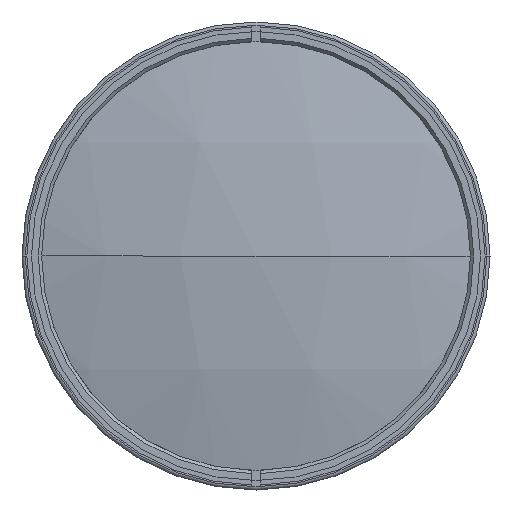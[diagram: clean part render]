
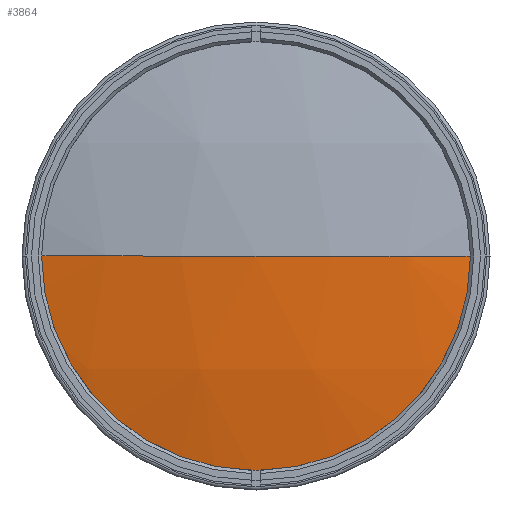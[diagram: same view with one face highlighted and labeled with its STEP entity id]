
A CAD part, left-side view. The second image highlights one B-rep face of the part: STEP entity #3864.
In plain terms, the highlighted spherical face has radius 300.64 mm.
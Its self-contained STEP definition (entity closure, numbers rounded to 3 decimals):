
#166 = CARTESIAN_POINT ( 'NONE',  ( 22.64, 0., 0. ) ) ;
#308 = SPHERICAL_SURFACE ( 'NONE', #3972, 300.64 ) ;
#458 = EDGE_CURVE ( 'NONE', #3212, #1643, #2967, .T. ) ;
#676 = EDGE_CURVE ( 'NONE', #2643, #3212, #2899, .T. ) ;
#790 = AXIS2_PLACEMENT_3D ( 'NONE', #4071, #1088, #2430 ) ;
#929 = FACE_OUTER_BOUND ( 'NONE', #1763, .T. ) ;
#1088 = DIRECTION ( 'NONE',  ( 0., 0., -1. ) ) ;
#1127 = ORIENTED_EDGE ( 'NONE', *, *, #458, .T. ) ;
#1643 = VERTEX_POINT ( 'NONE', #3075 ) ;
#1678 = DIRECTION ( 'NONE',  ( 0., 0., -1. ) ) ;
#1763 = EDGE_LOOP ( 'NONE', ( #2445, #1127, #3684 ) ) ;
#2276 = DIRECTION ( 'NONE',  ( 0., 1., 0. ) ) ;
#2310 = DIRECTION ( 'NONE',  ( -1., 0., 0. ) ) ;
#2327 = DIRECTION ( 'NONE',  ( 0., 0., 1. ) ) ;
#2430 = DIRECTION ( 'NONE',  ( 0., 1., 0. ) ) ;
#2445 = ORIENTED_EDGE ( 'NONE', *, *, #676, .T. ) ;
#2643 = VERTEX_POINT ( 'NONE', #2802 ) ;
#2802 = CARTESIAN_POINT ( 'NONE',  ( -270.092, 68.5, 0. ) ) ;
#2899 = CIRCLE ( 'NONE', #3583, 68.5 ) ;
#2967 = CIRCLE ( 'NONE', #790, 300.64 ) ;
#2993 = AXIS2_PLACEMENT_3D ( 'NONE', #166, #3800, #3868 ) ;
#3075 = CARTESIAN_POINT ( 'NONE',  ( -278., 0., 0. ) ) ;
#3212 = VERTEX_POINT ( 'NONE', #4137 ) ;
#3324 = CARTESIAN_POINT ( 'NONE',  ( 22.64, 0., 0. ) ) ;
#3583 = AXIS2_PLACEMENT_3D ( 'NONE', #3951, #2310, #2327 ) ;
#3684 = ORIENTED_EDGE ( 'NONE', *, *, #4102, .F. ) ;
#3800 = DIRECTION ( 'NONE',  ( 0., 0., 1. ) ) ;
#3864 = ADVANCED_FACE ( 'NONE', ( #929 ), #308, .T. ) ;
#3868 = DIRECTION ( 'NONE',  ( 0., -1., 0. ) ) ;
#3951 = CARTESIAN_POINT ( 'NONE',  ( -270.092, 0., 0. ) ) ;
#3972 = AXIS2_PLACEMENT_3D ( 'NONE', #3324, #1678, #2276 ) ;
#4071 = CARTESIAN_POINT ( 'NONE',  ( 22.64, 0., 0. ) ) ;
#4102 = EDGE_CURVE ( 'NONE', #2643, #1643, #4249, .T. ) ;
#4137 = CARTESIAN_POINT ( 'NONE',  ( -270.092, -68.5, 0. ) ) ;
#4249 = CIRCLE ( 'NONE', #2993, 300.64 ) ;
